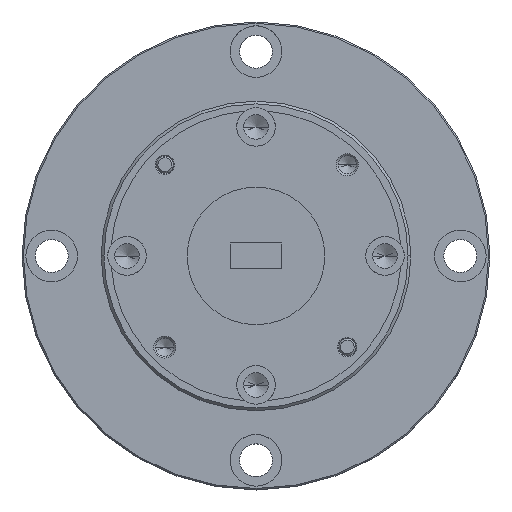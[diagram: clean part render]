
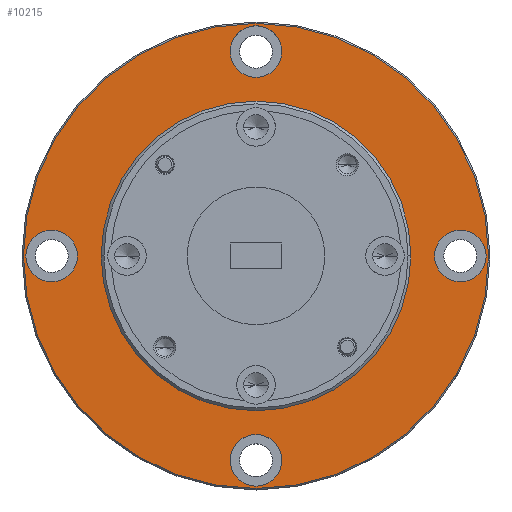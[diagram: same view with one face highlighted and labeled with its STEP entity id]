
A CAD part, top view. The second image highlights one B-rep face of the part: STEP entity #10215.
In plain terms, the highlighted planar face has unit normal (0, 0, 1).
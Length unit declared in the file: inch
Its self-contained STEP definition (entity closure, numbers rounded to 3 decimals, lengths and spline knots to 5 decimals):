
#30 = DIRECTION ( 'NONE',  ( 0., 0., -1. ) ) ;
#176 = CARTESIAN_POINT ( 'NONE',  ( 0.19971, 0.03335, 1.58218 ) ) ;
#465 = AXIS2_PLACEMENT_3D ( 'NONE', #818, #4315, #7004 ) ;
#504 = FACE_OUTER_BOUND ( 'NONE', #3126, .T. ) ;
#507 = ORIENTED_EDGE ( 'NONE', *, *, #5140, .F. ) ;
#571 = EDGE_CURVE ( 'NONE', #11042, #1468, #9825, .T. ) ;
#670 = ORIENTED_EDGE ( 'NONE', *, *, #1625, .F. ) ;
#818 = CARTESIAN_POINT ( 'NONE',  ( 0.10596, 0.03335, 1.58218 ) ) ;
#822 = AXIS2_PLACEMENT_3D ( 'NONE', #2597, #1675, #4988 ) ;
#974 = CARTESIAN_POINT ( 'NONE',  ( 0.10596, 0.77585, 1.58218 ) ) ;
#1014 = CIRCLE ( 'NONE', #822, 0.09375 ) ;
#1085 = EDGE_CURVE ( 'NONE', #6643, #10070, #10362, .T. ) ;
#1100 = CARTESIAN_POINT ( 'NONE',  ( -0.45654, 0.77585, 1.58218 ) ) ;
#1220 = AXIS2_PLACEMENT_3D ( 'NONE', #2596, #8833, #10482 ) ;
#1234 = VERTEX_POINT ( 'NONE', #1286 ) ;
#1286 = CARTESIAN_POINT ( 'NONE',  ( 0.01221, 1.51835, 1.58218 ) ) ;
#1385 = CIRCLE ( 'NONE', #5597, 0.09375 ) ;
#1430 = CARTESIAN_POINT ( 'NONE',  ( 0.75471, 0.77585, 1.58218 ) ) ;
#1468 = VERTEX_POINT ( 'NONE', #1907 ) ;
#1481 = EDGE_CURVE ( 'NONE', #1234, #7948, #3053, .T. ) ;
#1625 = EDGE_CURVE ( 'NONE', #7948, #1234, #7063, .T. ) ;
#1675 = DIRECTION ( 'NONE',  ( 0., 0., 1. ) ) ;
#1730 = CIRCLE ( 'NONE', #8133, 0.09375 ) ;
#1907 = CARTESIAN_POINT ( 'NONE',  ( 0.95096, 0.77585, 1.58218 ) ) ;
#2377 = CARTESIAN_POINT ( 'NONE',  ( 0.10596, 0.03335, 1.58218 ) ) ;
#2405 = CARTESIAN_POINT ( 'NONE',  ( 0.10596, 0.77585, 1.58218 ) ) ;
#2596 = CARTESIAN_POINT ( 'NONE',  ( 0.10596, 1.51835, 1.58218 ) ) ;
#2597 = CARTESIAN_POINT ( 'NONE',  ( 0.84846, 0.77585, 1.58218 ) ) ;
#2657 = AXIS2_PLACEMENT_3D ( 'NONE', #11000, #2926, #9905 ) ;
#2805 = ORIENTED_EDGE ( 'NONE', *, *, #10685, .F. ) ;
#2926 = DIRECTION ( 'NONE',  ( 0., 0., 1. ) ) ;
#2994 = EDGE_CURVE ( 'NONE', #1468, #11042, #9711, .T. ) ;
#3053 = CIRCLE ( 'NONE', #1220, 0.09375 ) ;
#3126 = EDGE_LOOP ( 'NONE', ( #7044, #4830 ) ) ;
#3179 = FACE_BOUND ( 'NONE', #5764, .T. ) ;
#3367 = VERTEX_POINT ( 'NONE', #1430 ) ;
#3465 = DIRECTION ( 'NONE',  ( -1., 0., 0. ) ) ;
#3596 = CARTESIAN_POINT ( 'NONE',  ( -0.63654, 0.77585, 1.58218 ) ) ;
#3604 = AXIS2_PLACEMENT_3D ( 'NONE', #10898, #8313, #10032 ) ;
#3665 = EDGE_LOOP ( 'NONE', ( #5919, #507 ) ) ;
#3758 = CIRCLE ( 'NONE', #465, 0.09375 ) ;
#3871 = DIRECTION ( 'NONE',  ( 0., 0., 1. ) ) ;
#3903 = EDGE_LOOP ( 'NONE', ( #670, #4613 ) ) ;
#3904 = CARTESIAN_POINT ( 'NONE',  ( 0.94221, 0.77585, 1.58218 ) ) ;
#3985 = DIRECTION ( 'NONE',  ( 1., 0., 0. ) ) ;
#4222 = AXIS2_PLACEMENT_3D ( 'NONE', #2405, #11050, #6859 ) ;
#4315 = DIRECTION ( 'NONE',  ( 0., 0., 1. ) ) ;
#4507 = DIRECTION ( 'NONE',  ( 1., 0., 0. ) ) ;
#4584 = CARTESIAN_POINT ( 'NONE',  ( 0.10596, 0.77585, 1.58218 ) ) ;
#4587 = CARTESIAN_POINT ( 'NONE',  ( 0.19971, 1.51835, 1.58218 ) ) ;
#4613 = ORIENTED_EDGE ( 'NONE', *, *, #1481, .F. ) ;
#4621 = ORIENTED_EDGE ( 'NONE', *, *, #10220, .F. ) ;
#4747 = DIRECTION ( 'NONE',  ( 1., 0., 0. ) ) ;
#4786 = FACE_BOUND ( 'NONE', #3665, .T. ) ;
#4830 = ORIENTED_EDGE ( 'NONE', *, *, #2994, .T. ) ;
#4838 = PLANE ( 'NONE',  #7583 ) ;
#4988 = DIRECTION ( 'NONE',  ( 1., 0., 0. ) ) ;
#5043 = CIRCLE ( 'NONE', #5958, 0.5625 ) ;
#5140 = EDGE_CURVE ( 'NONE', #7922, #5550, #5614, .T. ) ;
#5375 = ORIENTED_EDGE ( 'NONE', *, *, #1085, .T. ) ;
#5438 = AXIS2_PLACEMENT_3D ( 'NONE', #7653, #30, #3465 ) ;
#5550 = VERTEX_POINT ( 'NONE', #9212 ) ;
#5597 = AXIS2_PLACEMENT_3D ( 'NONE', #6933, #5905, #9329 ) ;
#5614 = CIRCLE ( 'NONE', #5789, 0.09375 ) ;
#5747 = ORIENTED_EDGE ( 'NONE', *, *, #10380, .F. ) ;
#5764 = EDGE_LOOP ( 'NONE', ( #5747, #4621 ) ) ;
#5789 = AXIS2_PLACEMENT_3D ( 'NONE', #3596, #7197, #4507 ) ;
#5905 = DIRECTION ( 'NONE',  ( 0., 0., 1. ) ) ;
#5919 = ORIENTED_EDGE ( 'NONE', *, *, #6789, .F. ) ;
#5958 = AXIS2_PLACEMENT_3D ( 'NONE', #974, #7159, #6245 ) ;
#6245 = DIRECTION ( 'NONE',  ( -1., 0., 0. ) ) ;
#6312 = CIRCLE ( 'NONE', #2657, 0.09375 ) ;
#6643 = VERTEX_POINT ( 'NONE', #1100 ) ;
#6668 = FACE_BOUND ( 'NONE', #6958, .T. ) ;
#6690 = VERTEX_POINT ( 'NONE', #10074 ) ;
#6789 = EDGE_CURVE ( 'NONE', #5550, #7922, #6312, .T. ) ;
#6859 = DIRECTION ( 'NONE',  ( 1., 0., 0. ) ) ;
#6933 = CARTESIAN_POINT ( 'NONE',  ( 0.84846, 0.77585, 1.58218 ) ) ;
#6958 = EDGE_LOOP ( 'NONE', ( #2805, #9465 ) ) ;
#7004 = DIRECTION ( 'NONE',  ( 1., 0., 0. ) ) ;
#7044 = ORIENTED_EDGE ( 'NONE', *, *, #571, .T. ) ;
#7063 = CIRCLE ( 'NONE', #3604, 0.09375 ) ;
#7104 = VERTEX_POINT ( 'NONE', #176 ) ;
#7159 = DIRECTION ( 'NONE',  ( 0., 0., -1. ) ) ;
#7197 = DIRECTION ( 'NONE',  ( 0., 0., 1. ) ) ;
#7368 = FACE_BOUND ( 'NONE', #3903, .T. ) ;
#7379 = EDGE_CURVE ( 'NONE', #3367, #8664, #1014, .T. ) ;
#7429 = CARTESIAN_POINT ( 'NONE',  ( 0.10596, 1.62585, 1.58218 ) ) ;
#7583 = AXIS2_PLACEMENT_3D ( 'NONE', #7429, #10206, #3985 ) ;
#7653 = CARTESIAN_POINT ( 'NONE',  ( 0.10596, 0.77585, 1.58218 ) ) ;
#7922 = VERTEX_POINT ( 'NONE', #8877 ) ;
#7948 = VERTEX_POINT ( 'NONE', #4587 ) ;
#8133 = AXIS2_PLACEMENT_3D ( 'NONE', #2377, #3871, #10927 ) ;
#8187 = DIRECTION ( 'NONE',  ( 0., 0., 1. ) ) ;
#8284 = FACE_BOUND ( 'NONE', #9405, .T. ) ;
#8313 = DIRECTION ( 'NONE',  ( 0., 0., 1. ) ) ;
#8664 = VERTEX_POINT ( 'NONE', #3904 ) ;
#8833 = DIRECTION ( 'NONE',  ( 0., 0., 1. ) ) ;
#8877 = CARTESIAN_POINT ( 'NONE',  ( -0.73029, 0.77585, 1.58218 ) ) ;
#8914 = AXIS2_PLACEMENT_3D ( 'NONE', #4584, #8187, #4747 ) ;
#9212 = CARTESIAN_POINT ( 'NONE',  ( -0.54279, 0.77585, 1.58218 ) ) ;
#9329 = DIRECTION ( 'NONE',  ( 1., 0., 0. ) ) ;
#9399 = ORIENTED_EDGE ( 'NONE', *, *, #11214, .T. ) ;
#9405 = EDGE_LOOP ( 'NONE', ( #5375, #9399 ) ) ;
#9465 = ORIENTED_EDGE ( 'NONE', *, *, #7379, .F. ) ;
#9711 = CIRCLE ( 'NONE', #4222, 0.845 ) ;
#9825 = CIRCLE ( 'NONE', #8914, 0.845 ) ;
#9905 = DIRECTION ( 'NONE',  ( 1., 0., 0. ) ) ;
#9939 = CARTESIAN_POINT ( 'NONE',  ( 0.66846, 0.77585, 1.58218 ) ) ;
#10032 = DIRECTION ( 'NONE',  ( 1., 0., 0. ) ) ;
#10070 = VERTEX_POINT ( 'NONE', #9939 ) ;
#10074 = CARTESIAN_POINT ( 'NONE',  ( 0.01221, 0.03335, 1.58218 ) ) ;
#10206 = DIRECTION ( 'NONE',  ( 0., 0., 1. ) ) ;
#10215 = ADVANCED_FACE ( 'NONE', ( #504, #7368, #4786, #3179, #6668, #8284 ), #4838, .T. ) ;
#10220 = EDGE_CURVE ( 'NONE', #6690, #7104, #1730, .T. ) ;
#10290 = CARTESIAN_POINT ( 'NONE',  ( -0.73904, 0.77585, 1.58218 ) ) ;
#10362 = CIRCLE ( 'NONE', #5438, 0.5625 ) ;
#10380 = EDGE_CURVE ( 'NONE', #7104, #6690, #3758, .T. ) ;
#10482 = DIRECTION ( 'NONE',  ( 1., 0., 0. ) ) ;
#10685 = EDGE_CURVE ( 'NONE', #8664, #3367, #1385, .T. ) ;
#10898 = CARTESIAN_POINT ( 'NONE',  ( 0.10596, 1.51835, 1.58218 ) ) ;
#10927 = DIRECTION ( 'NONE',  ( 1., 0., 0. ) ) ;
#11000 = CARTESIAN_POINT ( 'NONE',  ( -0.63654, 0.77585, 1.58218 ) ) ;
#11042 = VERTEX_POINT ( 'NONE', #10290 ) ;
#11050 = DIRECTION ( 'NONE',  ( 0., 0., 1. ) ) ;
#11214 = EDGE_CURVE ( 'NONE', #10070, #6643, #5043, .T. ) ;
